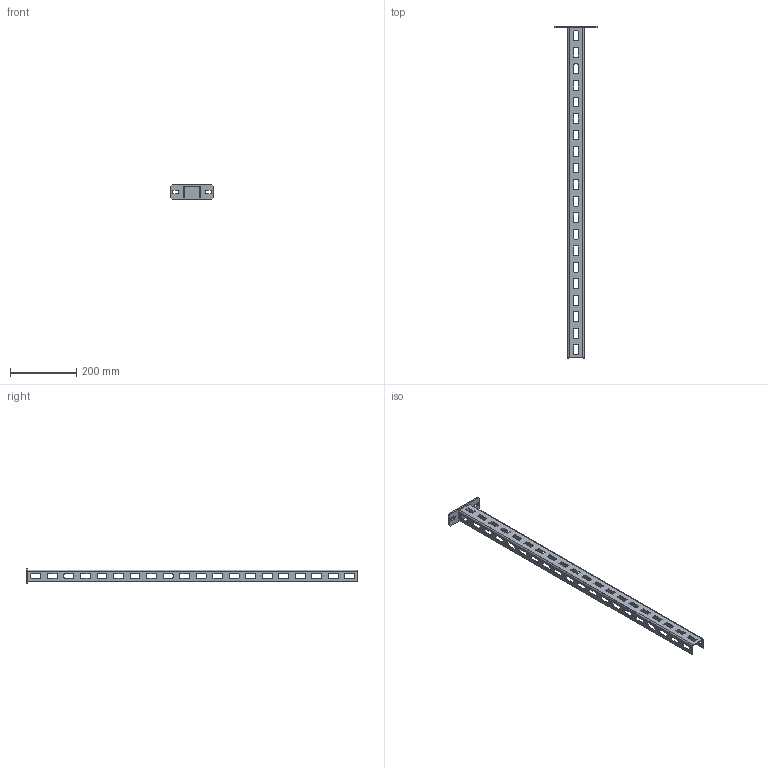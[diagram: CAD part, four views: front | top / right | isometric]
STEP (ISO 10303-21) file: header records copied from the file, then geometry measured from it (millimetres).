
FILE_DESCRIPTION((''),'2;1');
FILE_NAME('752010_ASM','2020-10-15T11:41:46',('tomas'),(''),'CREO PARAMETRIC BY PTC INC, 2019352','CREO PARAMETRIC BY PTC INC, 2019352','');
FILE_SCHEMA(('CONFIG_CONTROL_DESIGN'));
Length unit declared in the file: millimetre
Products named in the file (3): WPCB1_PRT; WPCB1000_PRT; 752010_ASM
Assembly tree (2 placements, depth 2):
  752010_ASM
    WPCB1_PRT
    WPCB1000_PRT
Bounding box: 130 x 1005 x 45 mm (x, y, z)
Volume: 207212.2 mm3; surface area: 207761.1 mm2
Topology: 2 solids, 2 shells, 512 faces, 1524 edges, 1016 vertices
Faces by surface type: plane 264, cylinder 248
Entity records: 17640 total; most frequent: CARTESIAN_POINT 3057, DIRECTION 3054, ORIENTED_EDGE 3048, EDGE_CURVE 1524, VECTOR 1028, LINE 1028, VERTEX_POINT 1016, AXIS2_PLACEMENT_3D 1013
